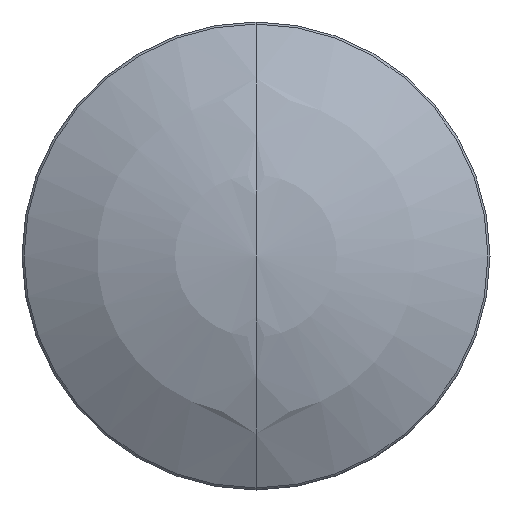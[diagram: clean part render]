
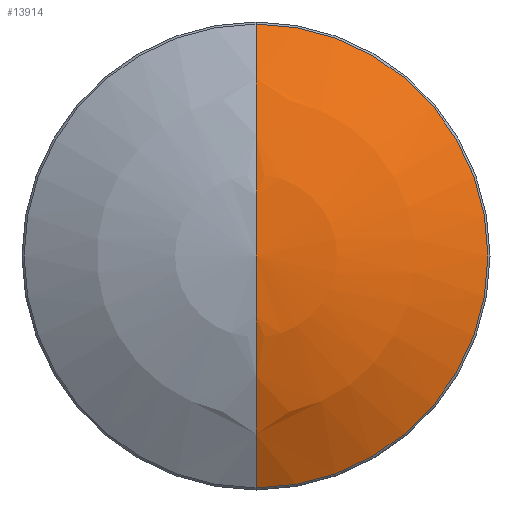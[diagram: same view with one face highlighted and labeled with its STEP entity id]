
A CAD part, left-side view. The second image highlights one B-rep face of the part: STEP entity #13914.
In plain terms, the highlighted spherical face has radius 24.336 mm.
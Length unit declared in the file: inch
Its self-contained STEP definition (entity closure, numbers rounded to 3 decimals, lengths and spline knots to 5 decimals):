
#7374=CARTESIAN_POINT('',(0.7921,0.,0.));
#7375=DIRECTION('',(0.,0.,1.));
#7376=DIRECTION('',(-0.846,0.533,0.));
#7377=AXIS2_PLACEMENT_3D('',#7374,#7375,#7376);
#7379=CARTESIAN_POINT('',(0.7921,0.,0.));
#7380=DIRECTION('',(0.,0.,-1.));
#7381=DIRECTION('',(-0.846,-0.533,0.));
#7382=AXIS2_PLACEMENT_3D('',#7379,#7380,#7381);
#7384=CARTESIAN_POINT('',(-0.01846,0.,0.));
#7385=DIRECTION('',(-1.,0.,0.));
#7386=DIRECTION('',(0.,1.,0.));
#7387=AXIS2_PLACEMENT_3D('',#7384,#7385,#7386);
#7394=CARTESIAN_POINT('',(-0.01846,0.51083,0.));
#7395=CARTESIAN_POINT('',(-0.166,0.,0.));
#7396=VERTEX_POINT('',#7394);
#7397=VERTEX_POINT('',#7395);
#7398=CARTESIAN_POINT('',(-0.01846,-0.51083,0.));
#7399=VERTEX_POINT('',#7398);
#13902=CARTESIAN_POINT('',(0.7921,0.,0.));
#13903=DIRECTION('',(1.,0.,0.));
#13904=DIRECTION('',(0.,-1.,0.));
#13905=AXIS2_PLACEMENT_3D('',#13902,#13903,#13904);
#13906=SPHERICAL_SURFACE('',#13905,0.9581);
#13908=ORIENTED_EDGE('',*,*,#13907,.T.);
#13910=ORIENTED_EDGE('',*,*,#13909,.F.);
#13911=ORIENTED_EDGE('',*,*,#13895,.F.);
#13912=EDGE_LOOP('',(#13908,#13910,#13911));
#13913=FACE_OUTER_BOUND('',#13912,.F.);
#7378=CIRCLE('',#7377,0.9581);
#7383=CIRCLE('',#7382,0.9581);
#7388=CIRCLE('',#7387,0.51083);
#13895=EDGE_CURVE('',#7396,#7399,#7388,.T.);
#13907=EDGE_CURVE('',#7396,#7397,#7378,.T.);
#13909=EDGE_CURVE('',#7399,#7397,#7383,.T.);
#13914=ADVANCED_FACE('',(#13913),#13906,.T.);
